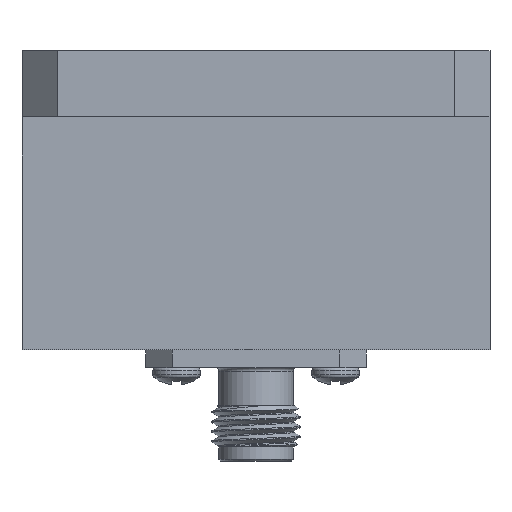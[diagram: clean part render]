
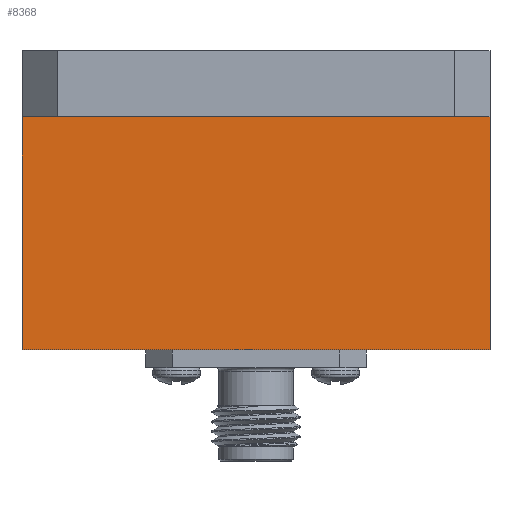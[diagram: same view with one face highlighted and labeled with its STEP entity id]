
A CAD part, front view. The second image highlights one B-rep face of the part: STEP entity #8368.
In plain terms, the highlighted planar face has unit normal (0, -1, 0).
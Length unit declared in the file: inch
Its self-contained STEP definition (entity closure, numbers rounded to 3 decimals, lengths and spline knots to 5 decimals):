
#86 = DIRECTION ( 'NONE',  ( 0., 0., 1. ) ) ;
#512 = CARTESIAN_POINT ( 'NONE',  ( 0., -0.2975, -0.187 ) ) ;
#560 = ORIENTED_EDGE ( 'NONE', *, *, #904, .T. ) ;
#749 = LINE ( 'NONE', #6761, #8681 ) ;
#795 = EDGE_CURVE ( 'NONE', #1463, #1491, #3847, .T. ) ;
#836 = VERTEX_POINT ( 'NONE', #6553 ) ;
#904 = EDGE_CURVE ( 'NONE', #836, #3103, #5614, .T. ) ;
#1024 = CARTESIAN_POINT ( 'NONE',  ( 0.6625, -0.2975, -0.187 ) ) ;
#1074 = AXIS2_PLACEMENT_3D ( 'NONE', #3651, #1724, #4944 ) ;
#1224 = LINE ( 'NONE', #512, #4157 ) ;
#1355 = CARTESIAN_POINT ( 'NONE',  ( -0.6625, -0.2975, -0.84646 ) ) ;
#1463 = VERTEX_POINT ( 'NONE', #3234 ) ;
#1491 = VERTEX_POINT ( 'NONE', #2556 ) ;
#1608 = CARTESIAN_POINT ( 'NONE',  ( 0.6625, -0.2975, -0.64646 ) ) ;
#1724 = DIRECTION ( 'NONE',  ( 0., -1., 0. ) ) ;
#2178 = EDGE_CURVE ( 'NONE', #5509, #836, #3187, .T. ) ;
#2556 = CARTESIAN_POINT ( 'NONE',  ( -0.6625, -0.2975, -0.187 ) ) ;
#2580 = VECTOR ( 'NONE', #6057, 39.37008 ) ;
#2931 = PLANE ( 'NONE',  #1074 ) ;
#3047 = ORIENTED_EDGE ( 'NONE', *, *, #795, .F. ) ;
#3103 = VERTEX_POINT ( 'NONE', #1608 ) ;
#3187 = LINE ( 'NONE', #4441, #5555 ) ;
#3234 = CARTESIAN_POINT ( 'NONE',  ( -0.6625, -0.2975, -0.64646 ) ) ;
#3238 = DIRECTION ( 'NONE',  ( -1., 0., 0. ) ) ;
#3336 = ORIENTED_EDGE ( 'NONE', *, *, #3800, .T. ) ;
#3348 = CARTESIAN_POINT ( 'NONE',  ( -0.6625, -0.2975, -0.84646 ) ) ;
#3489 = EDGE_CURVE ( 'NONE', #3103, #7163, #749, .T. ) ;
#3629 = EDGE_CURVE ( 'NONE', #5509, #1463, #6659, .T. ) ;
#3651 = CARTESIAN_POINT ( 'NONE',  ( -0.6625, -0.2975, -0.84646 ) ) ;
#3800 = EDGE_CURVE ( 'NONE', #7163, #1491, #1224, .T. ) ;
#3847 = LINE ( 'NONE', #3348, #2580 ) ;
#4157 = VECTOR ( 'NONE', #3238, 39.37008 ) ;
#4441 = CARTESIAN_POINT ( 'NONE',  ( -0.6625, -0.2975, -0.84646 ) ) ;
#4777 = DIRECTION ( 'NONE',  ( 0., 0., 1. ) ) ;
#4944 = DIRECTION ( 'NONE',  ( 0., 0., -1. ) ) ;
#5319 = ORIENTED_EDGE ( 'NONE', *, *, #3629, .F. ) ;
#5368 = DIRECTION ( 'NONE',  ( 0., 0., 1. ) ) ;
#5509 = VERTEX_POINT ( 'NONE', #7584 ) ;
#5555 = VECTOR ( 'NONE', #6442, 39.37008 ) ;
#5614 = LINE ( 'NONE', #7428, #8245 ) ;
#6057 = DIRECTION ( 'NONE',  ( 0., 0., 1. ) ) ;
#6130 = VECTOR ( 'NONE', #5368, 39.37008 ) ;
#6442 = DIRECTION ( 'NONE',  ( 1., 0., 0. ) ) ;
#6553 = CARTESIAN_POINT ( 'NONE',  ( 0.6625, -0.2975, -0.84646 ) ) ;
#6659 = LINE ( 'NONE', #1355, #6130 ) ;
#6761 = CARTESIAN_POINT ( 'NONE',  ( 0.6625, -0.2975, -0.84646 ) ) ;
#6978 = FACE_OUTER_BOUND ( 'NONE', #7777, .T. ) ;
#7163 = VERTEX_POINT ( 'NONE', #1024 ) ;
#7398 = ORIENTED_EDGE ( 'NONE', *, *, #3489, .T. ) ;
#7428 = CARTESIAN_POINT ( 'NONE',  ( 0.6625, -0.2975, -0.84646 ) ) ;
#7584 = CARTESIAN_POINT ( 'NONE',  ( -0.6625, -0.2975, -0.84646 ) ) ;
#7777 = EDGE_LOOP ( 'NONE', ( #560, #7398, #3336, #3047, #5319, #8519 ) ) ;
#8245 = VECTOR ( 'NONE', #4777, 39.37008 ) ;
#8368 = ADVANCED_FACE ( 'NONE', ( #6978 ), #2931, .T. ) ;
#8519 = ORIENTED_EDGE ( 'NONE', *, *, #2178, .T. ) ;
#8681 = VECTOR ( 'NONE', #86, 39.37008 ) ;
